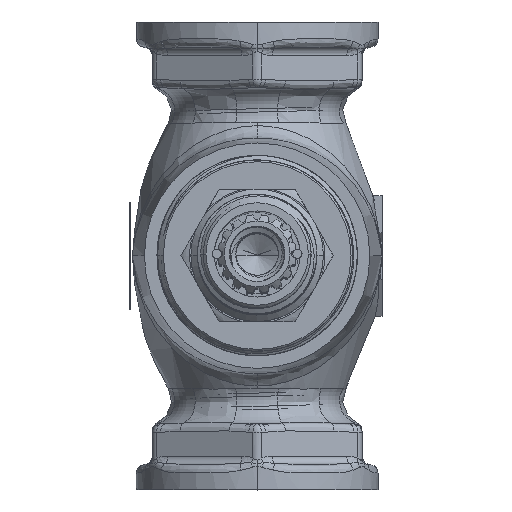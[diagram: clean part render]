
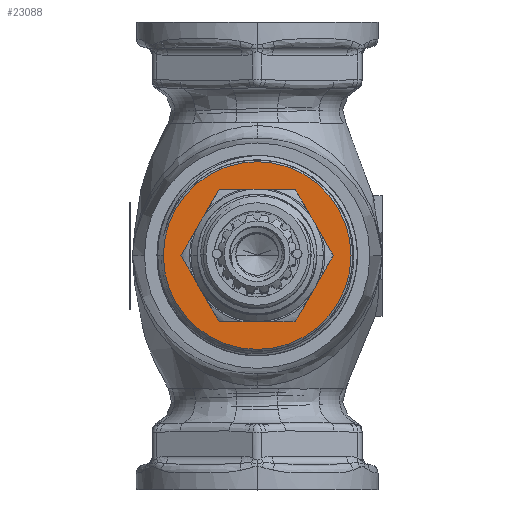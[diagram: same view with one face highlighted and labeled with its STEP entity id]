
A CAD part, top view. The second image highlights one B-rep face of the part: STEP entity #23088.
In plain terms, the highlighted face is planar.
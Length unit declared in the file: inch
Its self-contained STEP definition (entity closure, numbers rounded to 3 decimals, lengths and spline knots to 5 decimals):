
#1398=CARTESIAN_POINT('',(0.,1.13,0.));
#1399=DIRECTION('',(0.,1.,0.));
#1400=DIRECTION('',(1.,0.,0.));
#1401=AXIS2_PLACEMENT_3D('',#1398,#1399,#1400);
#1458=CARTESIAN_POINT('',(0.,1.13,0.));
#1459=DIRECTION('',(0.,-1.,0.));
#1460=DIRECTION('',(1.,0.,0.));
#1461=AXIS2_PLACEMENT_3D('',#1458,#1459,#1460);
#1463=DIRECTION('',(-0.5,0.,-0.866));
#1464=VECTOR('',#1463,0.35911);
#1465=CARTESIAN_POINT('',(0.35911,1.13,0.));
#1466=LINE('',#1465,#1464);
#1467=DIRECTION('',(-1.,0.,0.));
#1468=VECTOR('',#1467,0.35911);
#1469=CARTESIAN_POINT('',(0.17956,1.13,-0.311));
#1470=LINE('',#1469,#1468);
#1471=DIRECTION('',(-0.5,0.,0.866));
#1472=VECTOR('',#1471,0.35911);
#1473=CARTESIAN_POINT('',(-0.17956,1.13,-0.311));
#1474=LINE('',#1473,#1472);
#1475=DIRECTION('',(0.5,0.,0.866));
#1476=VECTOR('',#1475,0.35911);
#1477=CARTESIAN_POINT('',(-0.35911,1.13,0.));
#1478=LINE('',#1477,#1476);
#1479=DIRECTION('',(1.,0.,0.));
#1480=VECTOR('',#1479,0.35911);
#1481=CARTESIAN_POINT('',(-0.17956,1.13,0.311));
#1482=LINE('',#1481,#1480);
#1483=DIRECTION('',(0.5,0.,-0.866));
#1484=VECTOR('',#1483,0.35911);
#1485=CARTESIAN_POINT('',(0.17956,1.13,0.311));
#1486=LINE('',#1485,#1484);
#18631=CARTESIAN_POINT('',(0.35911,1.13,0.));
#18632=CARTESIAN_POINT('',(0.17956,1.13,-0.311));
#18633=VERTEX_POINT('',#18631);
#18634=VERTEX_POINT('',#18632);
#18635=CARTESIAN_POINT('',(-0.17956,1.13,-0.311));
#18636=VERTEX_POINT('',#18635);
#18637=CARTESIAN_POINT('',(-0.35911,1.13,0.));
#18638=VERTEX_POINT('',#18637);
#18639=CARTESIAN_POINT('',(-0.17956,1.13,0.311));
#18640=VERTEX_POINT('',#18639);
#18641=CARTESIAN_POINT('',(0.17956,1.13,0.311));
#18642=VERTEX_POINT('',#18641);
#18647=CARTESIAN_POINT('',(0.4425,1.13,0.));
#18648=CARTESIAN_POINT('',(-0.4425,1.13,0.));
#18649=VERTEX_POINT('',#18647);
#18650=VERTEX_POINT('',#18648);
#23065=CARTESIAN_POINT('',(0.,1.13,0.));
#23066=DIRECTION('',(0.,-1.,0.));
#23067=DIRECTION('',(-1.,0.,0.));
#23068=AXIS2_PLACEMENT_3D('',#23065,#23066,#23067);
#23069=PLANE('',#23068);
#23070=ORIENTED_EDGE('',*,*,#23041,.F.);
#23071=ORIENTED_EDGE('',*,*,#23059,.T.);
#23072=EDGE_LOOP('',(#23070,#23071));
#23073=FACE_OUTER_BOUND('',#23072,.F.);
#23075=ORIENTED_EDGE('',*,*,#23074,.T.);
#23077=ORIENTED_EDGE('',*,*,#23076,.T.);
#23079=ORIENTED_EDGE('',*,*,#23078,.T.);
#23081=ORIENTED_EDGE('',*,*,#23080,.T.);
#23083=ORIENTED_EDGE('',*,*,#23082,.T.);
#23085=ORIENTED_EDGE('',*,*,#23084,.T.);
#23086=EDGE_LOOP('',(#23075,#23077,#23079,#23081,#23083,#23085));
#23087=FACE_BOUND('',#23086,.F.);
#23088=ADVANCED_FACE('',(#23073,#23087),#23069,.F.);
#1402=CIRCLE('',#1401,0.4425);
#1462=CIRCLE('',#1461,0.4425);
#23041=EDGE_CURVE('',#18649,#18650,#1402,.T.);
#23059=EDGE_CURVE('',#18649,#18650,#1462,.T.);
#23074=EDGE_CURVE('',#18633,#18634,#1466,.T.);
#23076=EDGE_CURVE('',#18634,#18636,#1470,.T.);
#23078=EDGE_CURVE('',#18636,#18638,#1474,.T.);
#23080=EDGE_CURVE('',#18638,#18640,#1478,.T.);
#23082=EDGE_CURVE('',#18640,#18642,#1482,.T.);
#23084=EDGE_CURVE('',#18642,#18633,#1486,.T.);
